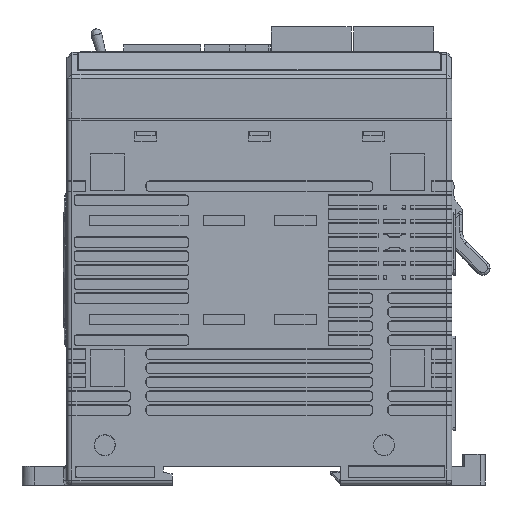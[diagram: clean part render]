
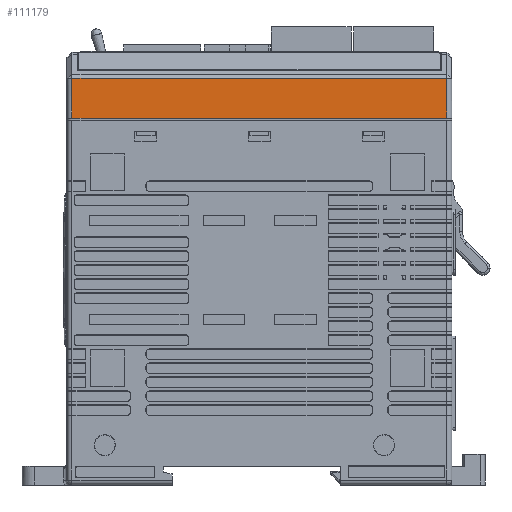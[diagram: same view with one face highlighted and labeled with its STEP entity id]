
A CAD part, left-side view. The second image highlights one B-rep face of the part: STEP entity #111179.
In plain terms, the highlighted planar face has unit normal (-1, 0, 0).
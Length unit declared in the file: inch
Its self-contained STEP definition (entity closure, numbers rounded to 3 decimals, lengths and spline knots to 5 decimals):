
#1324 = CARTESIAN_POINT ( 'NONE',  ( -1.14711, -0.14784, 3.05734 ) ) ;
#13563 = ORIENTED_EDGE ( 'NONE', *, *, #98025, .T. ) ;
#15336 = VERTEX_POINT ( 'NONE', #87326 ) ;
#15394 = VECTOR ( 'NONE', #108668, 39.37008 ) ;
#19304 = DIRECTION ( 'NONE',  ( 0., 1., 0. ) ) ;
#20834 = LINE ( 'NONE', #108042, #15394 ) ;
#22994 = ORIENTED_EDGE ( 'NONE', *, *, #80158, .T. ) ;
#26728 = CARTESIAN_POINT ( 'NONE',  ( -1.14711, -1.39786, 3.05734 ) ) ;
#28786 = CARTESIAN_POINT ( 'NONE',  ( -1.14711, 1.5549, 2.74295 ) ) ;
#34215 = ORIENTED_EDGE ( 'NONE', *, *, #58263, .T. ) ;
#36834 = LINE ( 'NONE', #84932, #89024 ) ;
#46887 = EDGE_LOOP ( 'NONE', ( #13563, #114643, #34215, #22994 ) ) ;
#55925 = CARTESIAN_POINT ( 'NONE',  ( -1.14711, 1.5549, 3.05734 ) ) ;
#58263 = EDGE_CURVE ( 'NONE', #71763, #69925, #20834, .T. ) ;
#60247 = PLANE ( 'NONE',  #122603 ) ;
#68616 = DIRECTION ( 'NONE',  ( -1., 0., 0. ) ) ;
#69925 = VERTEX_POINT ( 'NONE', #28786 ) ;
#71763 = VERTEX_POINT ( 'NONE', #55925 ) ;
#72162 = VERTEX_POINT ( 'NONE', #26728 ) ;
#80158 = EDGE_CURVE ( 'NONE', #69925, #15336, #36834, .T. ) ;
#84932 = CARTESIAN_POINT ( 'NONE',  ( -1.14711, -0.14784, 2.74295 ) ) ;
#87326 = CARTESIAN_POINT ( 'NONE',  ( -1.14711, -1.39786, 2.74295 ) ) ;
#89024 = VECTOR ( 'NONE', #116933, 39.37008 ) ;
#89164 = LINE ( 'NONE', #1324, #117514 ) ;
#92646 = DIRECTION ( 'NONE',  ( 0., 0., 1. ) ) ;
#98023 = CARTESIAN_POINT ( 'NONE',  ( -1.14711, -0.14784, -1.04757 ) ) ;
#98025 = EDGE_CURVE ( 'NONE', #15336, #72162, #102882, .T. ) ;
#102882 = LINE ( 'NONE', #111254, #108334 ) ;
#108042 = CARTESIAN_POINT ( 'NONE',  ( -1.14711, 1.5549, -1.04757 ) ) ;
#108334 = VECTOR ( 'NONE', #92646, 39.37008 ) ;
#108668 = DIRECTION ( 'NONE',  ( 0., 0., -1. ) ) ;
#108901 = FACE_OUTER_BOUND ( 'NONE', #46887, .T. ) ;
#111179 = ADVANCED_FACE ( 'NONE', ( #108901 ), #60247, .T. ) ;
#111254 = CARTESIAN_POINT ( 'NONE',  ( -1.14711, -1.39786, -1.04757 ) ) ;
#114643 = ORIENTED_EDGE ( 'NONE', *, *, #124616, .T. ) ;
#116933 = DIRECTION ( 'NONE',  ( 0., -1., 0. ) ) ;
#117259 = DIRECTION ( 'NONE',  ( 0., 0., 1. ) ) ;
#117514 = VECTOR ( 'NONE', #19304, 39.37008 ) ;
#122603 = AXIS2_PLACEMENT_3D ( 'NONE', #98023, #68616, #117259 ) ;
#124616 = EDGE_CURVE ( 'NONE', #72162, #71763, #89164, .T. ) ;
